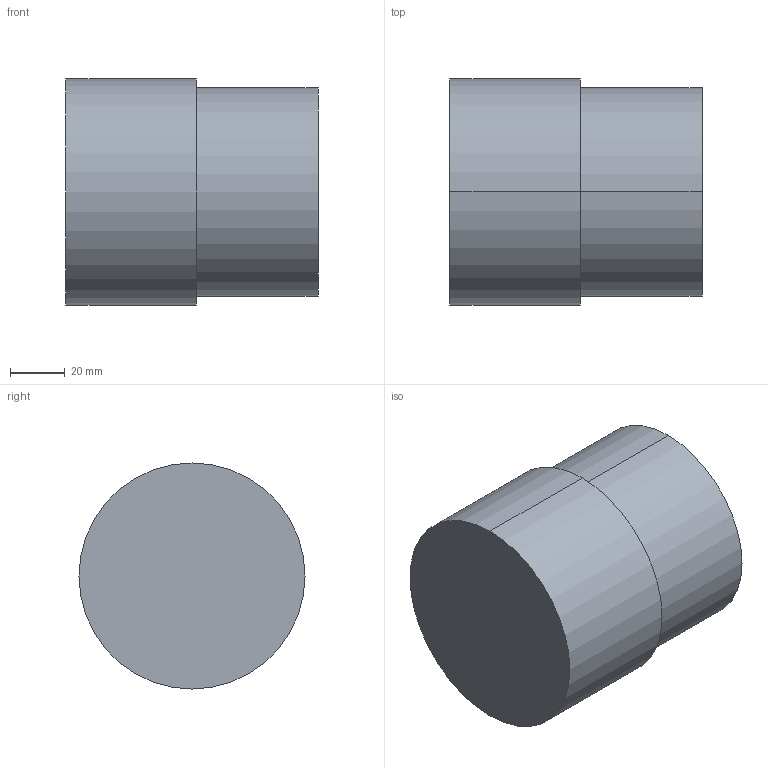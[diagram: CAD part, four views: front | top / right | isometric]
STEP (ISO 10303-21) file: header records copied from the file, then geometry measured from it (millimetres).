
FILE_DESCRIPTION (( 'STEP AP214' ), '1' );
FILE_NAME ('3CRA-3.STEP', '2020-10-23T00:39:08', ( '' ), ( '' ), 'SwSTEP 2.0', 'SolidWorks 2019', '' );
FILE_SCHEMA (( 'AUTOMOTIVE_DESIGN' ));
Length unit declared in the file: inch
Products named in the file (1): 3CRA-3
Bounding box: 92.08 x 82.55 x 82.55 mm (x, y, z)
Volume: 457602 mm3; surface area: 33696 mm2
Topology: 1 solids, 1 shells, 35 faces, 229 edges, 225 vertices
Faces by surface type: plane 31, cylinder 4
Entity records: 3497 total; most frequent: CARTESIAN_POINT 1702, ORIENTED_EDGE 458, EDGE_CURVE 229, DIRECTION 228, VERTEX_POINT 225, LINE 140, VECTOR 140, B_SPLINE_CURVE_WITH_KNOTS 81
